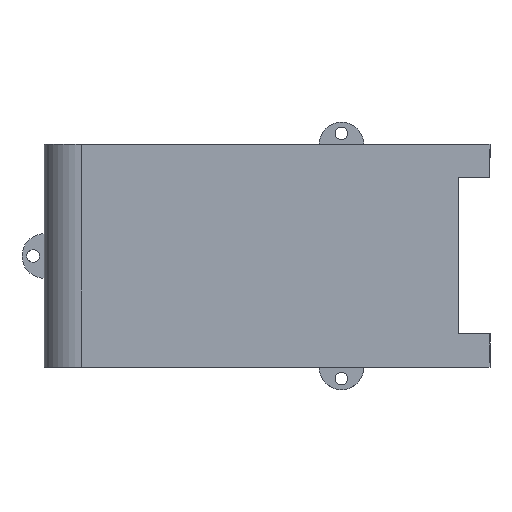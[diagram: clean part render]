
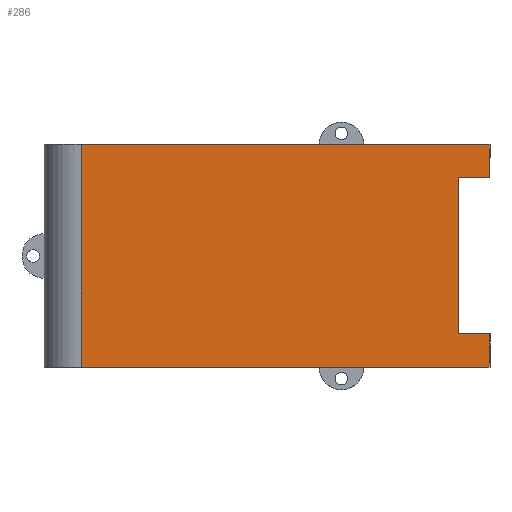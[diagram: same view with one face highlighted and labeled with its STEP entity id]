
A CAD part, top view. The second image highlights one B-rep face of the part: STEP entity #286.
In plain terms, the highlighted planar face has unit normal (0, 0, 1).
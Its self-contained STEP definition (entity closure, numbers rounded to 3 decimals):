
#54 = CARTESIAN_POINT ( 'NONE',  ( 20., 94., 23. ) ) ;
#55 = VERTEX_POINT ( 'NONE', #1250 ) ;
#72 = DIRECTION ( 'NONE',  ( 1., 0., 0. ) ) ;
#75 = CARTESIAN_POINT ( 'NONE',  ( 20., 43., 23. ) ) ;
#89 = CARTESIAN_POINT ( 'NONE',  ( -771.507, -78.873, 23. ) ) ;
#103 = ORIENTED_EDGE ( 'NONE', *, *, #904, .T. ) ;
#111 = ORIENTED_EDGE ( 'NONE', *, *, #986, .T. ) ;
#137 = EDGE_CURVE ( 'NONE', #55, #1210, #143, .T. ) ;
#143 = LINE ( 'NONE', #54, #470 ) ;
#177 = CARTESIAN_POINT ( 'NONE',  ( 20., 34., 23. ) ) ;
#213 = EDGE_CURVE ( 'NONE', #663, #230, #287, .T. ) ;
#220 = VERTEX_POINT ( 'NONE', #685 ) ;
#229 = CARTESIAN_POINT ( 'NONE',  ( 11.5, 43., 23. ) ) ;
#230 = VERTEX_POINT ( 'NONE', #75 ) ;
#243 = VERTEX_POINT ( 'NONE', #981 ) ;
#255 = CARTESIAN_POINT ( 'NONE',  ( -90., 94., 23. ) ) ;
#286 = ADVANCED_FACE ( 'NONE', ( #968 ), #479, .T. ) ;
#287 = LINE ( 'NONE', #764, #987 ) ;
#346 = CARTESIAN_POINT ( 'NONE',  ( 11.5, 43., 23. ) ) ;
#360 = DIRECTION ( 'NONE',  ( 1., 0., 0. ) ) ;
#376 = DIRECTION ( 'NONE',  ( 0., 1., 0. ) ) ;
#392 = ORIENTED_EDGE ( 'NONE', *, *, #1287, .F. ) ;
#443 = VECTOR ( 'NONE', #360, 1000. ) ;
#470 = VECTOR ( 'NONE', #845, 1000. ) ;
#474 = LINE ( 'NONE', #670, #631 ) ;
#476 = CARTESIAN_POINT ( 'NONE',  ( 20., 94., 23. ) ) ;
#479 = PLANE ( 'NONE',  #697 ) ;
#523 = ORIENTED_EDGE ( 'NONE', *, *, #213, .T. ) ;
#550 = VECTOR ( 'NONE', #1059, 1000. ) ;
#568 = DIRECTION ( 'NONE',  ( -1., 0., 0. ) ) ;
#631 = VECTOR ( 'NONE', #568, 1000. ) ;
#663 = VERTEX_POINT ( 'NONE', #1020 ) ;
#670 = CARTESIAN_POINT ( 'NONE',  ( 67.5, 85., 23. ) ) ;
#680 = VERTEX_POINT ( 'NONE', #229 ) ;
#685 = CARTESIAN_POINT ( 'NONE',  ( -90., 34., 23. ) ) ;
#695 = VECTOR ( 'NONE', #72, 1000. ) ;
#697 = AXIS2_PLACEMENT_3D ( 'NONE', #89, #779, #1183 ) ;
#745 = CARTESIAN_POINT ( 'NONE',  ( 20., 94., 23. ) ) ;
#764 = CARTESIAN_POINT ( 'NONE',  ( 20., 94., 23. ) ) ;
#768 = LINE ( 'NONE', #177, #695 ) ;
#775 = ORIENTED_EDGE ( 'NONE', *, *, #1249, .F. ) ;
#779 = DIRECTION ( 'NONE',  ( 0., 0., 1. ) ) ;
#817 = VERTEX_POINT ( 'NONE', #255 ) ;
#845 = DIRECTION ( 'NONE',  ( 0., 1., 0. ) ) ;
#852 = EDGE_CURVE ( 'NONE', #680, #230, #1241, .T. ) ;
#867 = LINE ( 'NONE', #974, #1197 ) ;
#870 = DIRECTION ( 'NONE',  ( -1., 0., 0. ) ) ;
#887 = LINE ( 'NONE', #476, #1007 ) ;
#895 = ORIENTED_EDGE ( 'NONE', *, *, #137, .T. ) ;
#904 = EDGE_CURVE ( 'NONE', #1210, #817, #887, .T. ) ;
#912 = EDGE_LOOP ( 'NONE', ( #392, #895, #103, #951, #111, #523, #1001, #775 ) ) ;
#941 = LINE ( 'NONE', #1065, #550 ) ;
#951 = ORIENTED_EDGE ( 'NONE', *, *, #1284, .T. ) ;
#968 = FACE_OUTER_BOUND ( 'NONE', #912, .T. ) ;
#974 = CARTESIAN_POINT ( 'NONE',  ( -90., 34., 23. ) ) ;
#981 = CARTESIAN_POINT ( 'NONE',  ( 11.5, 85., 23. ) ) ;
#986 = EDGE_CURVE ( 'NONE', #220, #663, #768, .T. ) ;
#987 = VECTOR ( 'NONE', #376, 1000. ) ;
#1001 = ORIENTED_EDGE ( 'NONE', *, *, #852, .F. ) ;
#1007 = VECTOR ( 'NONE', #870, 1000. ) ;
#1020 = CARTESIAN_POINT ( 'NONE',  ( 20., 34., 23. ) ) ;
#1059 = DIRECTION ( 'NONE',  ( 0., -1., 0. ) ) ;
#1065 = CARTESIAN_POINT ( 'NONE',  ( 11.5, 85., 23. ) ) ;
#1183 = DIRECTION ( 'NONE',  ( 1., 0., 0. ) ) ;
#1197 = VECTOR ( 'NONE', #1272, 1000. ) ;
#1210 = VERTEX_POINT ( 'NONE', #745 ) ;
#1241 = LINE ( 'NONE', #346, #443 ) ;
#1249 = EDGE_CURVE ( 'NONE', #243, #680, #941, .T. ) ;
#1250 = CARTESIAN_POINT ( 'NONE',  ( 20., 85., 23. ) ) ;
#1272 = DIRECTION ( 'NONE',  ( 0., -1., 0. ) ) ;
#1284 = EDGE_CURVE ( 'NONE', #817, #220, #867, .T. ) ;
#1287 = EDGE_CURVE ( 'NONE', #55, #243, #474, .T. ) ;
